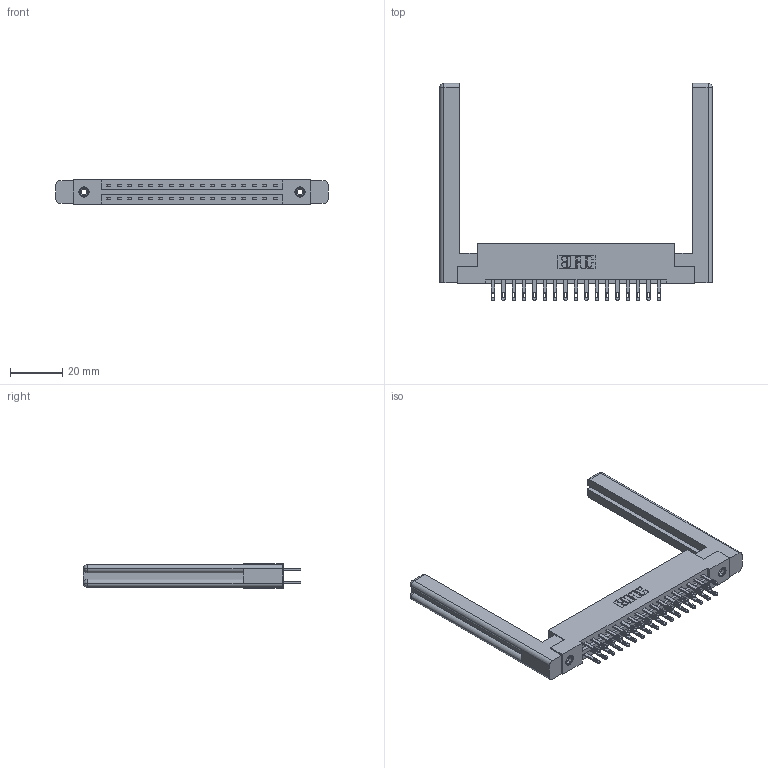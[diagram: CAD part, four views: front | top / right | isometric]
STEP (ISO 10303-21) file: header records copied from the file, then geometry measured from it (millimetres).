
FILE_DESCRIPTION (( 'STEP AP203' ), '1' );
FILE_NAME ('337-034-500-258.STEP', '2019-10-08T19:50:00', ( '' ), ( '' ), 'SwSTEP 2.0', 'SolidWorks 2016', '' );
FILE_SCHEMA (( 'CONFIG_CONTROL_DESIGN' ));
Length unit declared in the file: inch
Products named in the file (5): 345-292-001_345-293-100; 337-034-500-258; 345-250-001_345-250-001-102; 337 Part_Flush Mounting Lugs - 0.156 Dia-TI; 307-220-058
Assembly tree (39 placements, depth 2):
  337-034-500-258
    337 Part_Flush Mounting Lugs - 0.156 Dia-TI
    345-292-001_345-293-100  x34
    345-250-001_345-250-001-102  x2
    307-220-058  x2
Bounding box: 103.99 x 82.94 x 9.4 mm (x, y, z)
Volume: 17872.5 mm3; surface area: 17311.6 mm2
Topology: 39 solids, 39 shells, 1956 faces, 5867 edges, 3898 vertices
Faces by surface type: plane 1242, cylinder 690, cone 12, torus 12
Entity records: 18978 total; most frequent: CARTESIAN_POINT 3225, ORIENTED_EDGE 3100, DIRECTION 2806, EDGE_CURVE 1550, VECTOR 1370, LINE 1370, VERTEX_POINT 1026, AXIS2_PLACEMENT_3D 718
